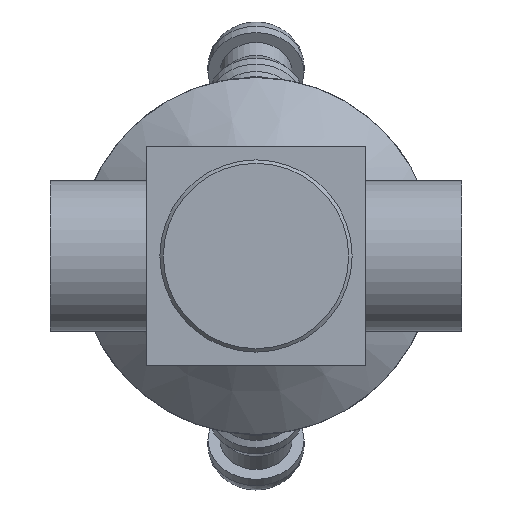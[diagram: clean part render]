
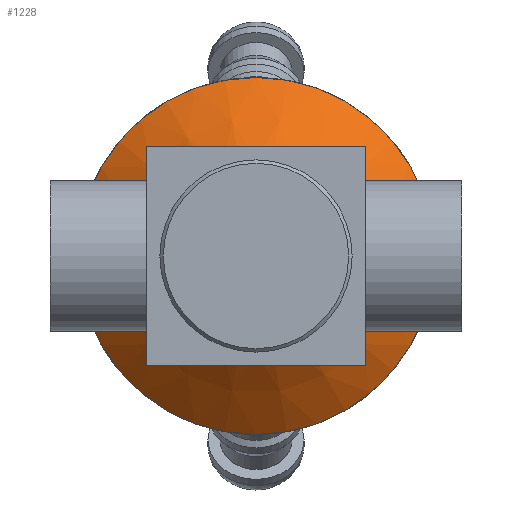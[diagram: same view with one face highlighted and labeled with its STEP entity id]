
A CAD part, front view. The second image highlights one B-rep face of the part: STEP entity #1228.
In plain terms, the highlighted conical face has half-angle 50 degrees and reference radius 20 mm.
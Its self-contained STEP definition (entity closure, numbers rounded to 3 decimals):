
#56=CONICAL_SURFACE('',#1388,20.,0.873);
#233=FACE_OUTER_BOUND('',#328,.T.);
#328=EDGE_LOOP('',(#1057,#1058,#1059,#1060));
#411=LINE('',#2242,#481);
#481=VECTOR('',#1723,20.);
#545=CIRCLE('',#1383,26.);
#547=CIRCLE('',#1387,14.);
#642=VERTEX_POINT('',#2231);
#644=VERTEX_POINT('',#2238);
#781=EDGE_CURVE('',#642,#642,#545,.T.);
#783=EDGE_CURVE('',#644,#644,#547,.T.);
#785=EDGE_CURVE('',#642,#644,#411,.T.);
#1057=ORIENTED_EDGE('',*,*,#781,.F.);
#1058=ORIENTED_EDGE('',*,*,#785,.T.);
#1059=ORIENTED_EDGE('',*,*,#783,.T.);
#1060=ORIENTED_EDGE('',*,*,#785,.F.);
#1228=ADVANCED_FACE('',(#233),#56,.T.);
#1383=AXIS2_PLACEMENT_3D('',#2233,#1710,#1711);
#1387=AXIS2_PLACEMENT_3D('',#2239,#1718,#1719);
#1388=AXIS2_PLACEMENT_3D('',#2241,#1721,#1722);
#1710=DIRECTION('center_axis',(0.,1.,0.));
#1711=DIRECTION('ref_axis',(-1.,0.,0.));
#1718=DIRECTION('center_axis',(0.,1.,0.));
#1719=DIRECTION('ref_axis',(-1.,0.,0.));
#1721=DIRECTION('center_axis',(0.,1.,0.));
#1722=DIRECTION('ref_axis',(-1.,0.,0.));
#1723=DIRECTION('',(-0.766,-0.643,0.));
#2231=CARTESIAN_POINT('',(26.,46.859,0.));
#2233=CARTESIAN_POINT('Origin',(0.,46.859,0.));
#2238=CARTESIAN_POINT('',(14.,36.79,0.));
#2239=CARTESIAN_POINT('Origin',(0.,36.79,0.));
#2241=CARTESIAN_POINT('Origin',(0.,41.825,
0.));
#2242=CARTESIAN_POINT('',(20.,41.825,0.));
